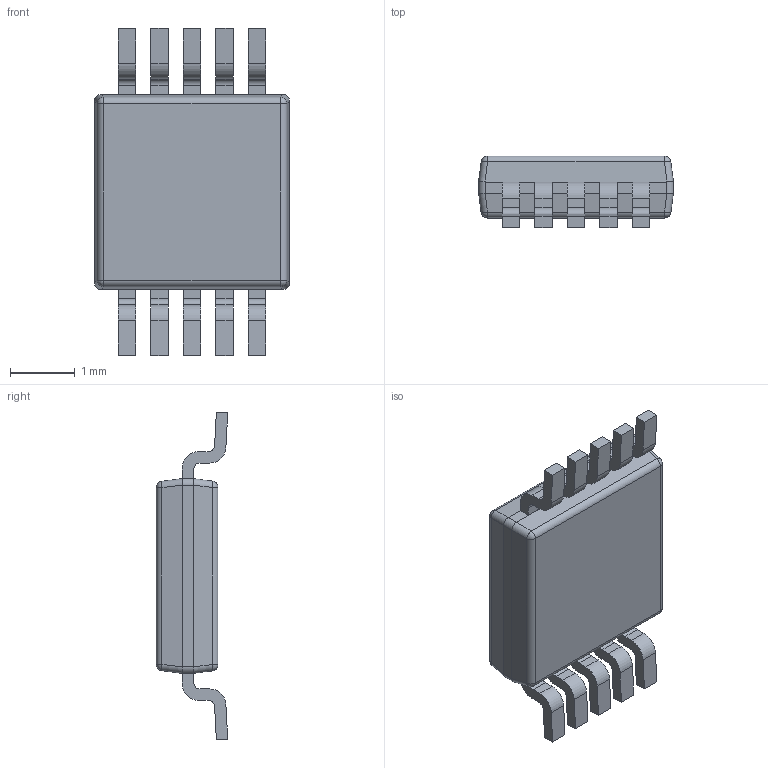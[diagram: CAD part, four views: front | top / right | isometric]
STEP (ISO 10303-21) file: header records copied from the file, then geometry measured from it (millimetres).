
FILE_DESCRIPTION(('CAx-IF Rec.Pracs.---Model Styling and Organization---1.5---2016-08-15','CAx-IF Rec.Pracs.---Geometric and Assembly Validation Properties---4.4---2016-08-17','CAx-IF Rec.Pracs.---User Defined Attributes---1.5---2016-08-15','CAx-IF Rec.Pracs.---External References---2.1---2005-01-19'),'2;1');
FILE_NAME('349061.step','2025-09-29T21:59:52',('Unspecified'),('Unspecified'),'CAD Exchanger 3.10.2 (cadexchanger.com)','Unspecified','');
FILE_SCHEMA(('AUTOMOTIVE_DESIGN { 1 0 10303 214 1 1 1 1 }'));
Length unit declared in the file: millimetre
Products named in the file (1): MAX11202AEUB+
Bounding box: 3 x 1.1 x 5.05 mm (x, y, z)
Volume: 8.9 mm3; surface area: 40.5 mm2
Topology: 11 solids, 11 shells, 185 faces, 470 edges, 300 vertices
Faces by surface type: plane 115, cylinder 62, sphere 8
Entity records: 6892 total; most frequent: CARTESIAN_POINT 1020, ORIENTED_EDGE 924, DIRECTION 918, EDGE_CURVE 462, LINE 330, VECTOR 330, VERTEX_POINT 300, AXIS2_PLACEMENT_3D 294
